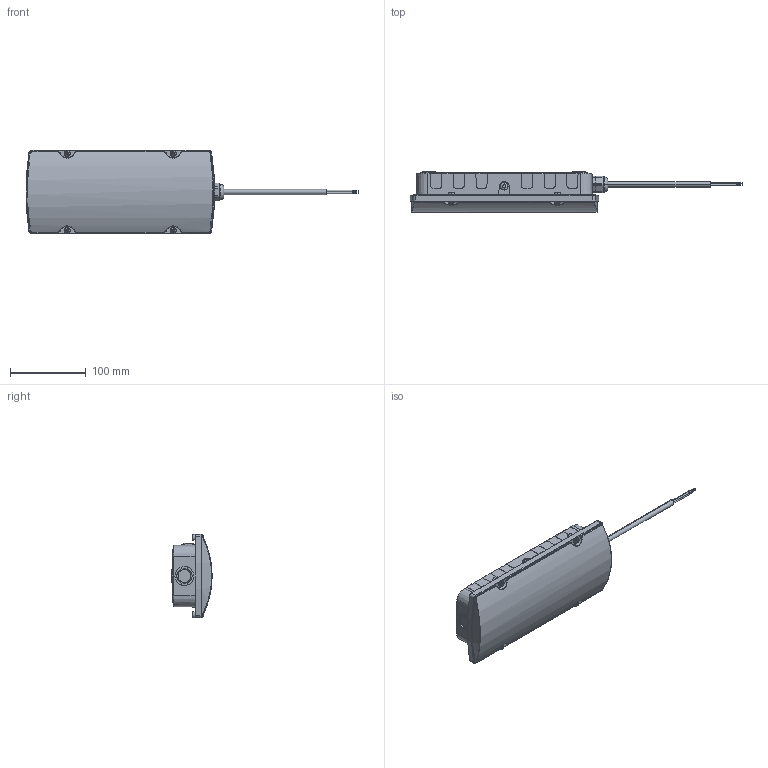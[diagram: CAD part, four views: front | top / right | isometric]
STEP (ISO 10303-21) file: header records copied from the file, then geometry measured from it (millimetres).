
FILE_DESCRIPTION (( 'STEP AP214' ), '1' );
FILE_NAME ('LDPA0-2101-4-65-K01 Ñâåòèëüíèê àâàðèéíûé ÄÏÀ 2105 ïîñò. 4÷ IP65 IEK.STEP', '2019-08-15T13:09:13', ( '' ), ( '' ), 'SwSTEP 2.0', 'SolidWorks 2017', '' );
FILE_SCHEMA (( 'AUTOMOTIVE_DESIGN' ));
Length unit declared in the file: millimetre
Products named in the file (1): LDPA0-2101-4-65-K01 Ñâåòèëüíèê àâàðèéíûé ÄÏÀ 2105 ïîñò. 4÷ IP65 IEK
Bounding box: 438.51 x 52.96 x 110 mm (x, y, z)
Volume: 1037378.4 mm3; surface area: 89508.7 mm2
Topology: 1 solids, 3 shells, 506 faces, 1288 edges, 812 vertices
Faces by surface type: plane 227, cylinder 209, bspline 34, torus 32, cone 4
Entity records: 17118 total; most frequent: CARTESIAN_POINT 4975, DIRECTION 2562, ORIENTED_EDGE 2544, EDGE_CURVE 1272, AXIS2_PLACEMENT_3D 943, VERTEX_POINT 812, VECTOR 676, LINE 676
